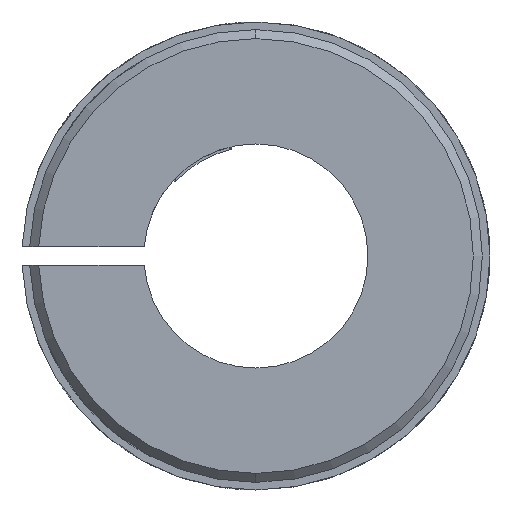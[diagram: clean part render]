
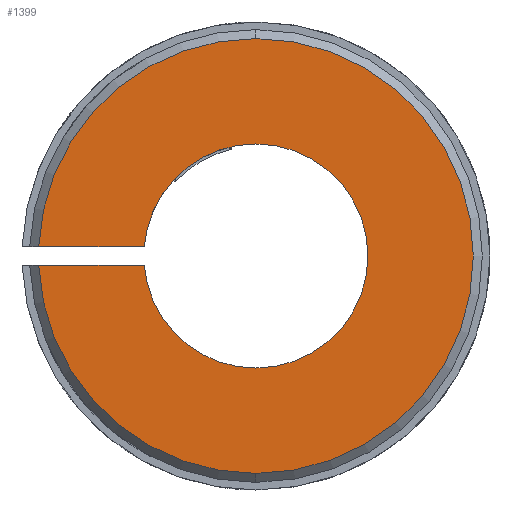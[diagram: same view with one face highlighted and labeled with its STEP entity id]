
A CAD part, front view. The second image highlights one B-rep face of the part: STEP entity #1399.
In plain terms, the highlighted planar face has unit normal (0, -1, 0).
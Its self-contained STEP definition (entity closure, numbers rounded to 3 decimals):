
#17 = CARTESIAN_POINT ( 'NONE',  ( -18.461, 0., -0.8 ) ) ;
#68 = AXIS2_PLACEMENT_3D ( 'NONE', #2728, #1183, #1169 ) ;
#144 = CARTESIAN_POINT ( 'NONE',  ( -9.491, 0., 0.8 ) ) ;
#228 = FACE_OUTER_BOUND ( 'NONE', #380, .T. ) ;
#296 = CARTESIAN_POINT ( 'NONE',  ( 0., 0., -18.478 ) ) ;
#309 = LINE ( 'NONE', #144, #3460 ) ;
#330 = EDGE_CURVE ( 'NONE', #2057, #2721, #2599, .T. ) ;
#380 = EDGE_LOOP ( 'NONE', ( #507, #1202, #3569, #2628, #3344, #1598, #2345, #2238 ) ) ;
#507 = ORIENTED_EDGE ( 'NONE', *, *, #1821, .T. ) ;
#519 = CARTESIAN_POINT ( 'NONE',  ( 0., 0., 0. ) ) ;
#539 = DIRECTION ( 'NONE',  ( 0., -1., 0. ) ) ;
#545 = CIRCLE ( 'NONE', #3150, 9.525 ) ;
#638 = EDGE_CURVE ( 'NONE', #2721, #1697, #3744, .T. ) ;
#738 = AXIS2_PLACEMENT_3D ( 'NONE', #946, #3425, #2596 ) ;
#747 = EDGE_CURVE ( 'NONE', #781, #3614, #1918, .T. ) ;
#781 = VERTEX_POINT ( 'NONE', #3311 ) ;
#786 = VERTEX_POINT ( 'NONE', #17 ) ;
#817 = DIRECTION ( 'NONE',  ( 0., 0., 1. ) ) ;
#944 = EDGE_CURVE ( 'NONE', #3614, #3400, #545, .T. ) ;
#946 = CARTESIAN_POINT ( 'NONE',  ( 0., 0., 0. ) ) ;
#999 = VERTEX_POINT ( 'NONE', #1400 ) ;
#1141 = CARTESIAN_POINT ( 'NONE',  ( 0., 0., 18.478 ) ) ;
#1169 = DIRECTION ( 'NONE',  ( 0., 0., 1. ) ) ;
#1183 = DIRECTION ( 'NONE',  ( 0., 1., 0. ) ) ;
#1199 = EDGE_CURVE ( 'NONE', #3400, #999, #2217, .T. ) ;
#1202 = ORIENTED_EDGE ( 'NONE', *, *, #1851, .T. ) ;
#1399 = ADVANCED_FACE ( 'NONE', ( #228 ), #2951, .F. ) ;
#1400 = CARTESIAN_POINT ( 'NONE',  ( -9.491, 0., -0.8 ) ) ;
#1407 = VECTOR ( 'NONE', #3246, 1000. ) ;
#1474 = DIRECTION ( 'NONE',  ( 0., 0., 1. ) ) ;
#1576 = CARTESIAN_POINT ( 'NONE',  ( 0., 0., 0. ) ) ;
#1598 = ORIENTED_EDGE ( 'NONE', *, *, #747, .T. ) ;
#1697 = VERTEX_POINT ( 'NONE', #3018 ) ;
#1821 = EDGE_CURVE ( 'NONE', #999, #786, #3051, .T. ) ;
#1823 = DIRECTION ( 'NONE',  ( 0., 1., 0. ) ) ;
#1851 = EDGE_CURVE ( 'NONE', #786, #2057, #3752, .T. ) ;
#1918 = CIRCLE ( 'NONE', #68, 9.525 ) ;
#1960 = EDGE_CURVE ( 'NONE', #1697, #781, #309, .T. ) ;
#2013 = CARTESIAN_POINT ( 'NONE',  ( 0., 0., 0. ) ) ;
#2057 = VERTEX_POINT ( 'NONE', #296 ) ;
#2060 = CARTESIAN_POINT ( 'NONE',  ( 0., 0., 0. ) ) ;
#2071 = DIRECTION ( 'NONE',  ( 0., 1., 0. ) ) ;
#2097 = DIRECTION ( 'NONE',  ( 0., 0., 1. ) ) ;
#2217 = CIRCLE ( 'NONE', #2747, 9.525 ) ;
#2238 = ORIENTED_EDGE ( 'NONE', *, *, #1199, .T. ) ;
#2272 = DIRECTION ( 'NONE',  ( 0., 1., 0. ) ) ;
#2295 = DIRECTION ( 'NONE',  ( 1., 0., 0. ) ) ;
#2345 = ORIENTED_EDGE ( 'NONE', *, *, #944, .T. ) ;
#2365 = CARTESIAN_POINT ( 'NONE',  ( 0., 0., 9.525 ) ) ;
#2596 = DIRECTION ( 'NONE',  ( 0., 0., 1. ) ) ;
#2599 = CIRCLE ( 'NONE', #738, 18.478 ) ;
#2602 = AXIS2_PLACEMENT_3D ( 'NONE', #2060, #539, #1474 ) ;
#2628 = ORIENTED_EDGE ( 'NONE', *, *, #638, .T. ) ;
#2632 = CARTESIAN_POINT ( 'NONE',  ( -9.491, 0., -0.8 ) ) ;
#2661 = DIRECTION ( 'NONE',  ( 0., -1., 0. ) ) ;
#2721 = VERTEX_POINT ( 'NONE', #1141 ) ;
#2728 = CARTESIAN_POINT ( 'NONE',  ( 0., 0., 0. ) ) ;
#2732 = CARTESIAN_POINT ( 'NONE',  ( 0., 0., -9.525 ) ) ;
#2747 = AXIS2_PLACEMENT_3D ( 'NONE', #2013, #2071, #2097 ) ;
#2871 = AXIS2_PLACEMENT_3D ( 'NONE', #3853, #2272, #3241 ) ;
#2951 = PLANE ( 'NONE',  #2871 ) ;
#3018 = CARTESIAN_POINT ( 'NONE',  ( -18.461, 0., 0.8 ) ) ;
#3051 = LINE ( 'NONE', #2632, #1407 ) ;
#3150 = AXIS2_PLACEMENT_3D ( 'NONE', #1576, #1823, #3358 ) ;
#3241 = DIRECTION ( 'NONE',  ( 0., 0., 1. ) ) ;
#3246 = DIRECTION ( 'NONE',  ( -1., 0., 0. ) ) ;
#3311 = CARTESIAN_POINT ( 'NONE',  ( -9.491, 0., 0.8 ) ) ;
#3344 = ORIENTED_EDGE ( 'NONE', *, *, #1960, .T. ) ;
#3358 = DIRECTION ( 'NONE',  ( 0., 0., 1. ) ) ;
#3400 = VERTEX_POINT ( 'NONE', #2732 ) ;
#3425 = DIRECTION ( 'NONE',  ( 0., -1., 0. ) ) ;
#3460 = VECTOR ( 'NONE', #2295, 1000. ) ;
#3569 = ORIENTED_EDGE ( 'NONE', *, *, #330, .T. ) ;
#3614 = VERTEX_POINT ( 'NONE', #2365 ) ;
#3641 = AXIS2_PLACEMENT_3D ( 'NONE', #519, #2661, #817 ) ;
#3744 = CIRCLE ( 'NONE', #2602, 18.478 ) ;
#3752 = CIRCLE ( 'NONE', #3641, 18.478 ) ;
#3853 = CARTESIAN_POINT ( 'NONE',  ( 0., 0., 0. ) ) ;
